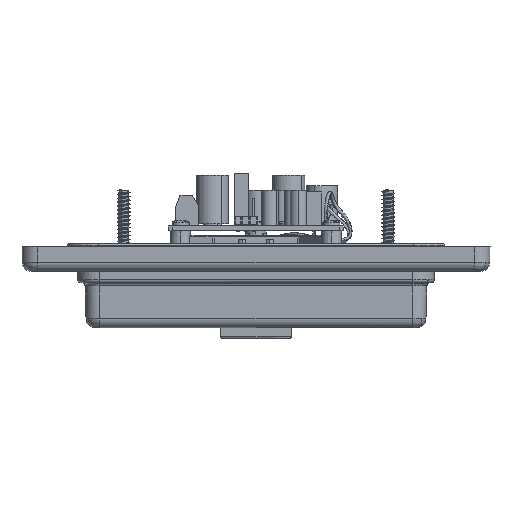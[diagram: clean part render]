
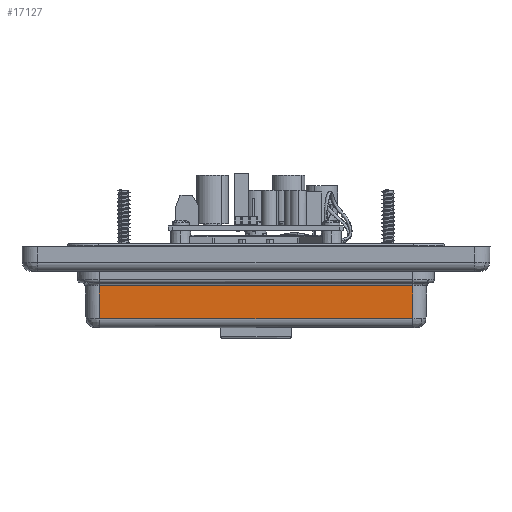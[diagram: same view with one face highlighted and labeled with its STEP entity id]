
A CAD part, left-side view. The second image highlights one B-rep face of the part: STEP entity #17127.
In plain terms, the highlighted planar face has unit normal (-1, 0, -0.018).
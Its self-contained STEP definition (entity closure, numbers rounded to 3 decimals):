
#1393 = EDGE_CURVE ( 'NONE', #55848, #13963, #51709, .T. ) ;
#3626 = VERTEX_POINT ( 'NONE', #23074 ) ;
#7064 = CARTESIAN_POINT ( 'NONE',  ( -55.418, 50.999, -2.383 ) ) ;
#9768 = DIRECTION ( 'NONE',  ( 0., 1., 0. ) ) ;
#11031 = ORIENTED_EDGE ( 'NONE', *, *, #32784, .T. ) ;
#13963 = VERTEX_POINT ( 'NONE', #32287 ) ;
#15274 = DIRECTION ( 'NONE',  ( -1., 0., -0.017 ) ) ;
#16300 = CARTESIAN_POINT ( 'NONE',  ( -55.232, -50.813, -13.052 ) ) ;
#17127 = ADVANCED_FACE ( 'NONE', ( #52971 ), #19925, .T. ) ;
#19925 = PLANE ( 'NONE',  #40748 ) ;
#21608 = DIRECTION ( 'NONE',  ( 0.017, -0.017, -1. ) ) ;
#22048 = EDGE_CURVE ( 'NONE', #13963, #3626, #57070, .T. ) ;
#23074 = CARTESIAN_POINT ( 'NONE',  ( -55.232, 50.813, -13.052 ) ) ;
#25248 = VECTOR ( 'NONE', #9768, 1000. ) ;
#25663 = LINE ( 'NONE', #16300, #38508 ) ;
#26269 = EDGE_CURVE ( 'NONE', #51607, #3626, #50933, .T. ) ;
#28083 = DIRECTION ( 'NONE',  ( 0., 1., 0. ) ) ;
#28205 = CARTESIAN_POINT ( 'NONE',  ( -55.418, -50.999, -2.383 ) ) ;
#31380 = VECTOR ( 'NONE', #21608, 1000. ) ;
#32287 = CARTESIAN_POINT ( 'NONE',  ( -55.418, 50.999, -2.383 ) ) ;
#32784 = EDGE_CURVE ( 'NONE', #51607, #55848, #25663, .T. ) ;
#32903 = CARTESIAN_POINT ( 'NONE',  ( -55.418, -55.46, -2.383 ) ) ;
#33765 = CARTESIAN_POINT ( 'NONE',  ( -55.232, 55.46, -13.052 ) ) ;
#33928 = ORIENTED_EDGE ( 'NONE', *, *, #22048, .T. ) ;
#38508 = VECTOR ( 'NONE', #45147, 1000. ) ;
#40748 = AXIS2_PLACEMENT_3D ( 'NONE', #44136, #15274, #49011 ) ;
#44136 = CARTESIAN_POINT ( 'NONE',  ( -55.46, -55.46, 0. ) ) ;
#44627 = ORIENTED_EDGE ( 'NONE', *, *, #26269, .F. ) ;
#45147 = DIRECTION ( 'NONE',  ( -0.017, -0.017, 1. ) ) ;
#46811 = CARTESIAN_POINT ( 'NONE',  ( -55.232, -50.813, -13.052 ) ) ;
#49011 = DIRECTION ( 'NONE',  ( 0.017, 0., -1. ) ) ;
#50170 = VECTOR ( 'NONE', #28083, 1000. ) ;
#50933 = LINE ( 'NONE', #33765, #25248 ) ;
#51607 = VERTEX_POINT ( 'NONE', #46811 ) ;
#51709 = LINE ( 'NONE', #32903, #50170 ) ;
#52227 = EDGE_LOOP ( 'NONE', ( #33928, #44627, #11031, #54254 ) ) ;
#52971 = FACE_OUTER_BOUND ( 'NONE', #52227, .T. ) ;
#54254 = ORIENTED_EDGE ( 'NONE', *, *, #1393, .T. ) ;
#55848 = VERTEX_POINT ( 'NONE', #28205 ) ;
#57070 = LINE ( 'NONE', #7064, #31380 ) ;
